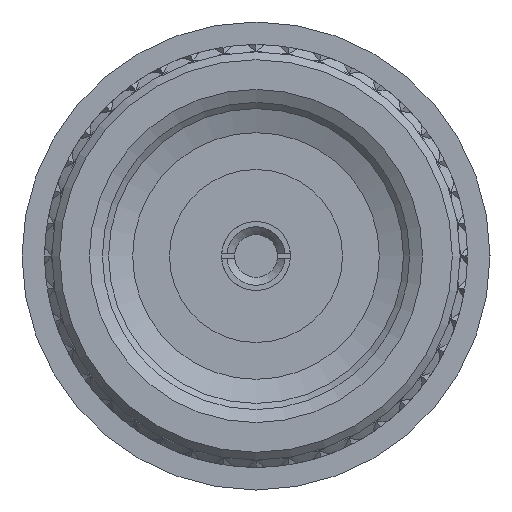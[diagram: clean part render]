
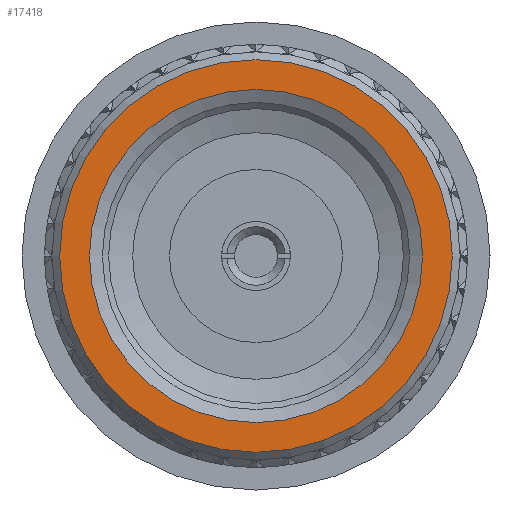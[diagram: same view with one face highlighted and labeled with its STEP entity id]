
A CAD part, left-side view. The second image highlights one B-rep face of the part: STEP entity #17418.
In plain terms, the highlighted planar face has unit normal (-1, 0, 0).
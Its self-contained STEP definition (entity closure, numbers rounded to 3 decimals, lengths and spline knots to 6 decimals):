
#4640 = DIRECTION ( 'NONE',  ( 1., 0., 0. ) ) ;
#4820 = DIRECTION ( 'NONE',  ( 1., 0., 0. ) ) ;
#10274 = CIRCLE ( 'NONE', #22978, 0.064055 ) ;
#11827 = CARTESIAN_POINT ( 'NONE',  ( 0., 0., 0. ) ) ;
#14251 = ORIENTED_EDGE ( 'NONE', *, *, #69772, .T. ) ;
#17355 = PLANE ( 'NONE',  #31562 ) ;
#17418 = ADVANCED_FACE ( 'NONE', ( #56640, #51388 ), #17355, .F. ) ;
#20101 = VERTEX_POINT ( 'NONE', #20964 ) ;
#20964 = CARTESIAN_POINT ( 'NONE',  ( 0., 0., -0.064055 ) ) ;
#22854 = CIRCLE ( 'NONE', #60474, 0.0755 ) ;
#22978 = AXIS2_PLACEMENT_3D ( 'NONE', #11827, #4820, #63365 ) ;
#25821 = CARTESIAN_POINT ( 'NONE',  ( 0., 0., -0.0755 ) ) ;
#30517 = EDGE_LOOP ( 'NONE', ( #78681 ) ) ;
#31562 = AXIS2_PLACEMENT_3D ( 'NONE', #57507, #4640, #84980 ) ;
#34113 = CARTESIAN_POINT ( 'NONE',  ( 0., 0., 0. ) ) ;
#36353 = EDGE_LOOP ( 'NONE', ( #14251 ) ) ;
#41076 = DIRECTION ( 'NONE',  ( 0., 0., -1. ) ) ;
#45859 = VERTEX_POINT ( 'NONE', #25821 ) ;
#48494 = DIRECTION ( 'NONE',  ( -1., 0., 0. ) ) ;
#51388 = FACE_OUTER_BOUND ( 'NONE', #30517, .T. ) ;
#56640 = FACE_BOUND ( 'NONE', #36353, .T. ) ;
#57507 = CARTESIAN_POINT ( 'NONE',  ( 0., 0., 0. ) ) ;
#59758 = EDGE_CURVE ( 'NONE', #45859, #45859, #22854, .T. ) ;
#60474 = AXIS2_PLACEMENT_3D ( 'NONE', #34113, #48494, #41076 ) ;
#63365 = DIRECTION ( 'NONE',  ( 0., 0., -1. ) ) ;
#69772 = EDGE_CURVE ( 'NONE', #20101, #20101, #10274, .T. ) ;
#78681 = ORIENTED_EDGE ( 'NONE', *, *, #59758, .T. ) ;
#84980 = DIRECTION ( 'NONE',  ( 0., 1., 0. ) ) ;
